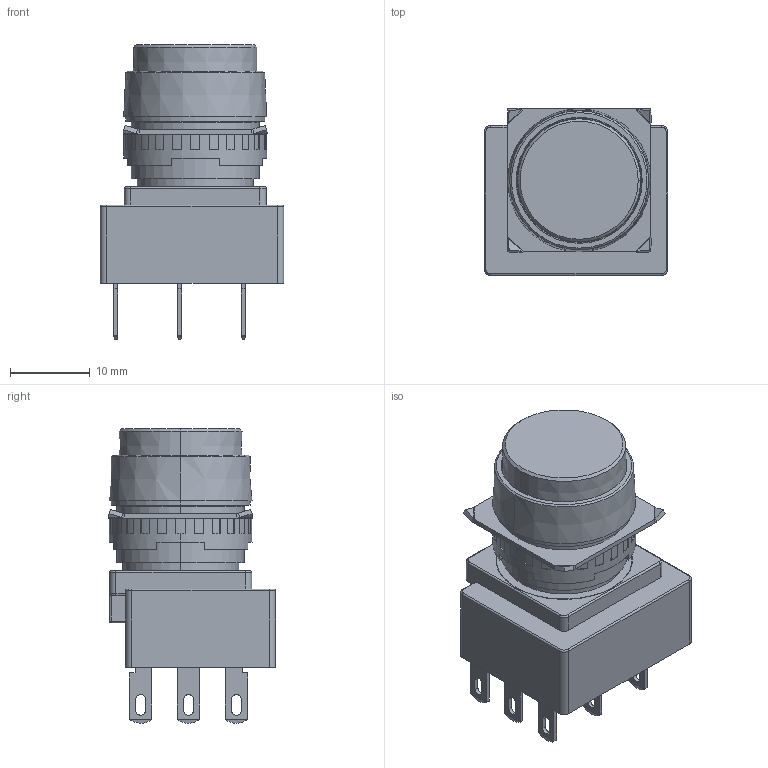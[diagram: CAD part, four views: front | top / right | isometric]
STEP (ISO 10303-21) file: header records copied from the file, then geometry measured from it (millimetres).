
FILE_DESCRIPTION (( 'STEP AP214' ), '1' );
FILE_NAME ('21_LB1B-[M][A]1T[3][7]$.STEP', '2020-09-25T00:14:24', ( 'IDEC' ), ( 'IDEC' ), 'SwSTEP 2.0', 'SolidWorks 2019', '' );
FILE_SCHEMA (( 'AUTOMOTIVE_DESIGN' ));
Length unit declared in the file: millimetre
Products named in the file (5): LB-BODY-M; LB-NUT-SET; LB-OPERATOR-M; 21_LB1B-[M][A]1T[3][7]$; LB-T3
Assembly tree (4 placements, depth 2):
  21_LB1B-[M][A]1T[3][7]$
    LB-BODY-M
    LB-OPERATOR-M
    LB-T3
    LB-NUT-SET
Bounding box: 23 x 20.93 x 36.9 mm (x, y, z)
Volume: 8368 mm3; surface area: 5496.1 mm2
Topology: 4 solids, 4 shells, 438 faces, 1160 edges, 740 vertices
Faces by surface type: plane 250, cylinder 150, bspline 24, cone 14
Entity records: 15614 total; most frequent: CARTESIAN_POINT 3025, ORIENTED_EDGE 2308, DIRECTION 2273, EDGE_CURVE 1154, AXIS2_PLACEMENT_3D 770, VERTEX_POINT 740, LINE 733, VECTOR 733
